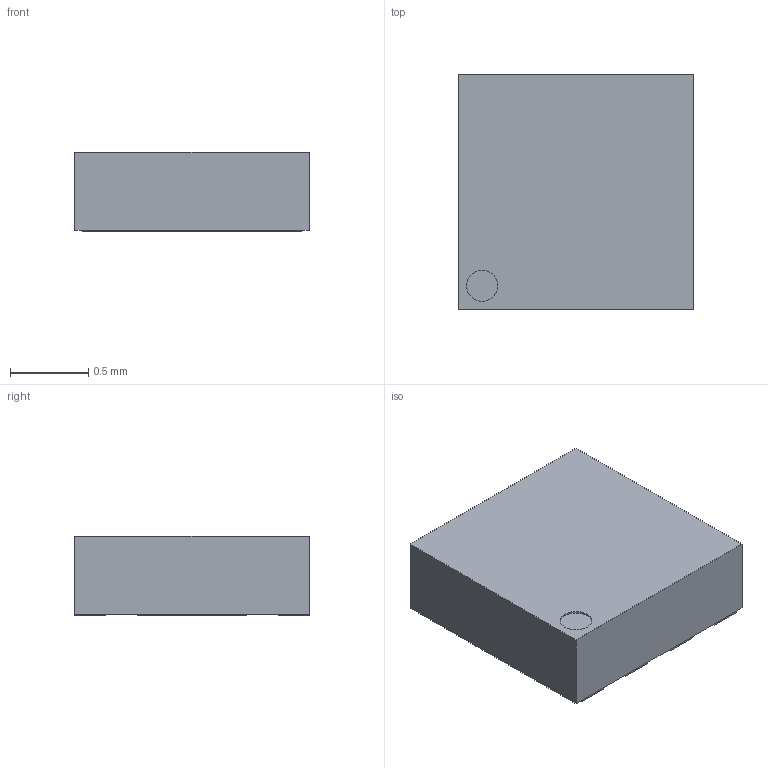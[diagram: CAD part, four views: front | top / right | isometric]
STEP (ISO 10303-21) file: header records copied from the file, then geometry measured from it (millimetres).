
FILE_DESCRIPTION(('FreeCAD Model'),'2;1');
FILE_NAME('Open CASCADE Shape Model','2021-03-03T13:18:02',( 'kicad StepUp'),('ksu MCAD'),'Open CASCADE STEP processor 7.3', 'FreeCAD','Unknown');
FILE_SCHEMA(('AUTOMOTIVE_DESIGN { 1 0 10303 214 1 1 1 1 }'));
Length unit declared in the file: millimetre
Products named in the file (1): Pocket
Bounding box: 1.5 x 1.5 x 0.51 mm (x, y, z)
Volume: 1.1 mm3; surface area: 7.6 mm2
Topology: 1 solids, 1 shells, 53 faces, 131 edges, 82 vertices
Faces by surface type: plane 52, cylinder 1
Full cylindrical faces by diameter (mm): 0.2 x1
Entity records: 1914 total; most frequent: CARTESIAN_POINT 267, ORIENTED_EDGE 262, DIRECTION 241, EDGE_CURVE 131, LINE 129, VECTOR 129, VERTEX_POINT 82, AXIS2_PLACEMENT_3D 56
